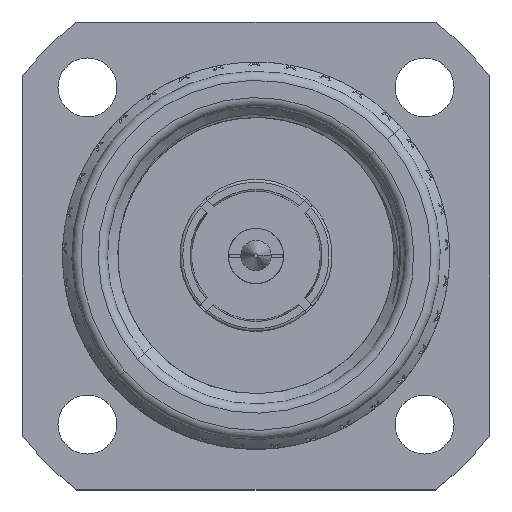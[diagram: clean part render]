
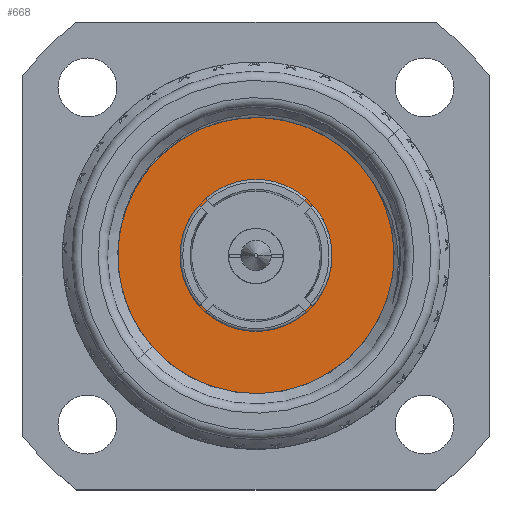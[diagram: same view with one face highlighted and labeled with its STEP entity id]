
A CAD part, top view. The second image highlights one B-rep face of the part: STEP entity #668.
In plain terms, the highlighted planar face has unit normal (0, 0, 1).
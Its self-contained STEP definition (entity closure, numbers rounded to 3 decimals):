
#668 = ADVANCED_FACE ( 'NONE', ( #16963, #113010 ), #124104, .F. ) ;
#3500 = CARTESIAN_POINT ( 'NONE',  ( 0., 0., 11. ) ) ;
#5656 = DIRECTION ( 'NONE',  ( 0., 0., -1. ) ) ;
#13246 = CIRCLE ( 'NONE', #45922, 7.85 ) ;
#14637 = DIRECTION ( 'NONE',  ( -1., 0., 0. ) ) ;
#16963 = FACE_OUTER_BOUND ( 'NONE', #73736, .T. ) ;
#22641 = CARTESIAN_POINT ( 'NONE',  ( -7.85, 0., 11. ) ) ;
#23807 = DIRECTION ( 'NONE',  ( 0., 0., -1. ) ) ;
#25198 = CARTESIAN_POINT ( 'NONE',  ( 4., 0., 11. ) ) ;
#27849 = DIRECTION ( 'NONE',  ( 0., 0., -1. ) ) ;
#31190 = CARTESIAN_POINT ( 'NONE',  ( 0., 0., 11. ) ) ;
#33203 = CIRCLE ( 'NONE', #48385, 4. ) ;
#40268 = CARTESIAN_POINT ( 'NONE',  ( 0., 0., 11. ) ) ;
#41168 = VERTEX_POINT ( 'NONE', #49290 ) ;
#43732 = VERTEX_POINT ( 'NONE', #25198 ) ;
#45922 = AXIS2_PLACEMENT_3D ( 'NONE', #40268, #5656, #147553 ) ;
#46175 = ORIENTED_EDGE ( 'NONE', *, *, #82953, .T. ) ;
#48188 = CARTESIAN_POINT ( 'NONE',  ( 7.85, 0., 11. ) ) ;
#48385 = AXIS2_PLACEMENT_3D ( 'NONE', #31190, #91016, #102832 ) ;
#49290 = CARTESIAN_POINT ( 'NONE',  ( -4., 0., 11. ) ) ;
#53044 = ORIENTED_EDGE ( 'NONE', *, *, #135460, .F. ) ;
#59264 = ORIENTED_EDGE ( 'NONE', *, *, #127481, .F. ) ;
#66178 = CIRCLE ( 'NONE', #86218, 7.85 ) ;
#68171 = VERTEX_POINT ( 'NONE', #22641 ) ;
#73736 = EDGE_LOOP ( 'NONE', ( #59264, #53044 ) ) ;
#82140 = VERTEX_POINT ( 'NONE', #48188 ) ;
#82953 = EDGE_CURVE ( 'NONE', #43732, #41168, #91338, .T. ) ;
#86218 = AXIS2_PLACEMENT_3D ( 'NONE', #3500, #27849, #129254 ) ;
#91016 = DIRECTION ( 'NONE',  ( 0., 0., -1. ) ) ;
#91338 = CIRCLE ( 'NONE', #111484, 4. ) ;
#98685 = EDGE_LOOP ( 'NONE', ( #126712, #46175 ) ) ;
#102832 = DIRECTION ( 'NONE',  ( -1., 0., 0. ) ) ;
#111034 = AXIS2_PLACEMENT_3D ( 'NONE', #122543, #111451, #14637 ) ;
#111451 = DIRECTION ( 'NONE',  ( 0., 0., -1. ) ) ;
#111484 = AXIS2_PLACEMENT_3D ( 'NONE', #131781, #23807, #119137 ) ;
#113010 = FACE_BOUND ( 'NONE', #98685, .T. ) ;
#119137 = DIRECTION ( 'NONE',  ( -1., 0., 0. ) ) ;
#122543 = CARTESIAN_POINT ( 'NONE',  ( 0., 0., 11. ) ) ;
#124104 = PLANE ( 'NONE',  #111034 ) ;
#126712 = ORIENTED_EDGE ( 'NONE', *, *, #137974, .T. ) ;
#127481 = EDGE_CURVE ( 'NONE', #68171, #82140, #13246, .T. ) ;
#129254 = DIRECTION ( 'NONE',  ( -1., 0., 0. ) ) ;
#131781 = CARTESIAN_POINT ( 'NONE',  ( 0., 0., 11. ) ) ;
#135460 = EDGE_CURVE ( 'NONE', #82140, #68171, #66178, .T. ) ;
#137974 = EDGE_CURVE ( 'NONE', #41168, #43732, #33203, .T. ) ;
#147553 = DIRECTION ( 'NONE',  ( -1., 0., 0. ) ) ;
